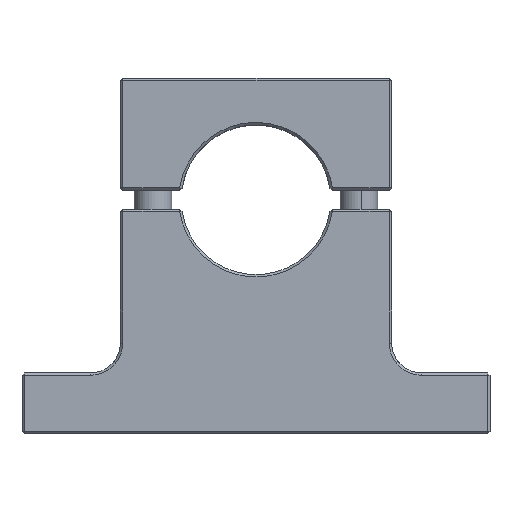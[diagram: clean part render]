
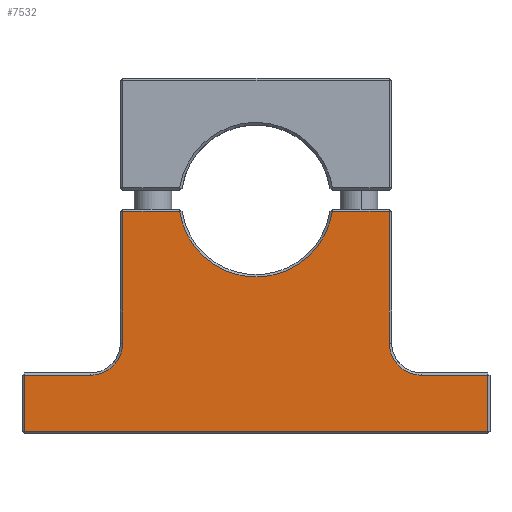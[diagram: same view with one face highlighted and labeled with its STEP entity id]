
A CAD part, top view. The second image highlights one B-rep face of the part: STEP entity #7532.
In plain terms, the highlighted planar face has unit normal (0, 0, 1).
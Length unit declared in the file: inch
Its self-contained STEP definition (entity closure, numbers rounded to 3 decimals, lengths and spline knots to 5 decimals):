
#186 = DIRECTION ( 'NONE',  ( 0., 1., 0. ) ) ;
#388 = CARTESIAN_POINT ( 'NONE',  ( 0., -0.60402, 0.31496 ) ) ;
#554 = AXIS2_PLACEMENT_3D ( 'NONE', #8678, #4291, #9404 ) ;
#718 = CARTESIAN_POINT ( 'NONE',  ( -0.56087, -0.04937, 0.31496 ) ) ;
#765 = VERTEX_POINT ( 'NONE', #2045 ) ;
#790 = VECTOR ( 'NONE', #1355, 39.37008 ) ;
#884 = LINE ( 'NONE', #8980, #4775 ) ;
#985 = CARTESIAN_POINT ( 'NONE',  ( 0., -0.04937, 0.31496 ) ) ;
#996 = CARTESIAN_POINT ( 'NONE',  ( -0.97425, -0.73835, 0.31496 ) ) ;
#1061 = VERTEX_POINT ( 'NONE', #718 ) ;
#1078 = EDGE_CURVE ( 'NONE', #1061, #765, #6866, .T. ) ;
#1110 = VERTEX_POINT ( 'NONE', #9448 ) ;
#1120 = ORIENTED_EDGE ( 'NONE', *, *, #7832, .T. ) ;
#1128 = DIRECTION ( 'NONE',  ( 1., 0., 0. ) ) ;
#1220 = EDGE_CURVE ( 'NONE', #765, #1408, #5834, .T. ) ;
#1282 = LINE ( 'NONE', #3870, #3229 ) ;
#1355 = DIRECTION ( 'NONE',  ( 0., -1., 0. ) ) ;
#1408 = VERTEX_POINT ( 'NONE', #2995 ) ;
#1411 = CARTESIAN_POINT ( 'NONE',  ( -0.69587, -0.60335, 0.31496 ) ) ;
#1522 = ORIENTED_EDGE ( 'NONE', *, *, #1078, .T. ) ;
#1536 = EDGE_CURVE ( 'NONE', #1408, #2176, #884, .T. ) ;
#1753 = CARTESIAN_POINT ( 'NONE',  ( 0.97425, -0.97425, 0.31496 ) ) ;
#2045 = CARTESIAN_POINT ( 'NONE',  ( -0.56087, -0.60335, 0.31496 ) ) ;
#2154 = DIRECTION ( 'NONE',  ( 1., 0., 0. ) ) ;
#2176 = VERTEX_POINT ( 'NONE', #996 ) ;
#2347 = EDGE_CURVE ( 'NONE', #2176, #7779, #3238, .T. ) ;
#2416 = CARTESIAN_POINT ( 'NONE',  ( -0.97425, -0.97425, 0.31496 ) ) ;
#2443 = ORIENTED_EDGE ( 'NONE', *, *, #8489, .T. ) ;
#2995 = CARTESIAN_POINT ( 'NONE',  ( -0.69587, -0.73835, 0.31496 ) ) ;
#3186 = CARTESIAN_POINT ( 'NONE',  ( 0.69587, -0.60335, 0.31496 ) ) ;
#3194 = PLANE ( 'NONE',  #8077 ) ;
#3209 = DIRECTION ( 'NONE',  ( -1., 0., 0. ) ) ;
#3222 = LINE ( 'NONE', #8610, #7136 ) ;
#3229 = VECTOR ( 'NONE', #186, 39.37008 ) ;
#3238 = LINE ( 'NONE', #8474, #5208 ) ;
#3294 = LINE ( 'NONE', #3414, #8934 ) ;
#3321 = FACE_OUTER_BOUND ( 'NONE', #3353, .T. ) ;
#3353 = EDGE_LOOP ( 'NONE', ( #5901, #4230, #9228, #8088, #6744, #9236, #2443, #1120, #5824, #4630, #1522, #7654 ) ) ;
#3381 = CIRCLE ( 'NONE', #3663, 0.135 ) ;
#3414 = CARTESIAN_POINT ( 'NONE',  ( 0., -0.04937, 0.31496 ) ) ;
#3469 = VERTEX_POINT ( 'NONE', #5157 ) ;
#3663 = AXIS2_PLACEMENT_3D ( 'NONE', #3186, #8304, #3913 ) ;
#3818 = VECTOR ( 'NONE', #8658, 39.37008 ) ;
#3870 = CARTESIAN_POINT ( 'NONE',  ( 0.97425, -0.60402, 0.31496 ) ) ;
#3913 = DIRECTION ( 'NONE',  ( 1., 0., 0. ) ) ;
#4067 = EDGE_CURVE ( 'NONE', #9088, #1061, #3294, .T. ) ;
#4156 = DIRECTION ( 'NONE',  ( -1., 0., 0. ) ) ;
#4230 = ORIENTED_EDGE ( 'NONE', *, *, #2347, .T. ) ;
#4232 = DIRECTION ( 'NONE',  ( 1., 0., 0. ) ) ;
#4271 = CARTESIAN_POINT ( 'NONE',  ( 0., -0.73835, 0.31496 ) ) ;
#4291 = DIRECTION ( 'NONE',  ( 0., 0., -1. ) ) ;
#4545 = VERTEX_POINT ( 'NONE', #5411 ) ;
#4630 = ORIENTED_EDGE ( 'NONE', *, *, #4067, .T. ) ;
#4775 = VECTOR ( 'NONE', #8213, 39.37008 ) ;
#5064 = CARTESIAN_POINT ( 'NONE',  ( 0.69587, -0.73835, 0.31496 ) ) ;
#5080 = AXIS2_PLACEMENT_3D ( 'NONE', #1411, #6534, #2154 ) ;
#5157 = CARTESIAN_POINT ( 'NONE',  ( 0.32119, -0.04937, 0.31496 ) ) ;
#5208 = VECTOR ( 'NONE', #5590, 39.37008 ) ;
#5239 = VECTOR ( 'NONE', #8221, 39.37008 ) ;
#5411 = CARTESIAN_POINT ( 'NONE',  ( 0.56087, -0.04937, 0.31496 ) ) ;
#5516 = DIRECTION ( 'NONE',  ( 0., 0., 1. ) ) ;
#5526 = VERTEX_POINT ( 'NONE', #1753 ) ;
#5590 = DIRECTION ( 'NONE',  ( 0., -1., 0. ) ) ;
#5824 = ORIENTED_EDGE ( 'NONE', *, *, #7160, .T. ) ;
#5834 = CIRCLE ( 'NONE', #5080, 0.135 ) ;
#5901 = ORIENTED_EDGE ( 'NONE', *, *, #1536, .T. ) ;
#5928 = VERTEX_POINT ( 'NONE', #5064 ) ;
#6020 = LINE ( 'NONE', #4271, #3818 ) ;
#6534 = DIRECTION ( 'NONE',  ( 0., 0., -1. ) ) ;
#6744 = ORIENTED_EDGE ( 'NONE', *, *, #8931, .T. ) ;
#6757 = LINE ( 'NONE', #985, #9498 ) ;
#6838 = CARTESIAN_POINT ( 'NONE',  ( 0.97425, -0.73835, 0.31496 ) ) ;
#6866 = LINE ( 'NONE', #8471, #790 ) ;
#7136 = VECTOR ( 'NONE', #4232, 39.37008 ) ;
#7160 = EDGE_CURVE ( 'NONE', #3469, #9088, #7575, .T. ) ;
#7179 = LINE ( 'NONE', #7485, #5239 ) ;
#7386 = CARTESIAN_POINT ( 'NONE',  ( -0.32119, -0.04937, 0.31496 ) ) ;
#7485 = CARTESIAN_POINT ( 'NONE',  ( 0.56087, -0.60402, 0.31496 ) ) ;
#7532 = ADVANCED_FACE ( 'NONE', ( #3321 ), #3194, .T. ) ;
#7575 = CIRCLE ( 'NONE', #554, 0.32496 ) ;
#7654 = ORIENTED_EDGE ( 'NONE', *, *, #1220, .T. ) ;
#7779 = VERTEX_POINT ( 'NONE', #2416 ) ;
#7832 = EDGE_CURVE ( 'NONE', #4545, #3469, #6757, .T. ) ;
#8077 = AXIS2_PLACEMENT_3D ( 'NONE', #388, #5516, #1128 ) ;
#8088 = ORIENTED_EDGE ( 'NONE', *, *, #9266, .T. ) ;
#8213 = DIRECTION ( 'NONE',  ( -1., 0., 0. ) ) ;
#8221 = DIRECTION ( 'NONE',  ( 0., 1., 0. ) ) ;
#8304 = DIRECTION ( 'NONE',  ( 0., 0., -1. ) ) ;
#8471 = CARTESIAN_POINT ( 'NONE',  ( -0.56087, -0.60402, 0.31496 ) ) ;
#8474 = CARTESIAN_POINT ( 'NONE',  ( -0.97425, -0.60402, 0.31496 ) ) ;
#8489 = EDGE_CURVE ( 'NONE', #1110, #4545, #7179, .T. ) ;
#8543 = EDGE_CURVE ( 'NONE', #5928, #1110, #3381, .T. ) ;
#8573 = VERTEX_POINT ( 'NONE', #6838 ) ;
#8610 = CARTESIAN_POINT ( 'NONE',  ( 0., -0.97425, 0.31496 ) ) ;
#8658 = DIRECTION ( 'NONE',  ( -1., 0., 0. ) ) ;
#8678 = CARTESIAN_POINT ( 'NONE',  ( 0., 0., 0.31496 ) ) ;
#8931 = EDGE_CURVE ( 'NONE', #8573, #5928, #6020, .T. ) ;
#8934 = VECTOR ( 'NONE', #4156, 39.37008 ) ;
#8980 = CARTESIAN_POINT ( 'NONE',  ( 0., -0.73835, 0.31496 ) ) ;
#9088 = VERTEX_POINT ( 'NONE', #7386 ) ;
#9228 = ORIENTED_EDGE ( 'NONE', *, *, #9449, .T. ) ;
#9236 = ORIENTED_EDGE ( 'NONE', *, *, #8543, .T. ) ;
#9266 = EDGE_CURVE ( 'NONE', #5526, #8573, #1282, .T. ) ;
#9404 = DIRECTION ( 'NONE',  ( 1., 0., 0. ) ) ;
#9448 = CARTESIAN_POINT ( 'NONE',  ( 0.56087, -0.60335, 0.31496 ) ) ;
#9449 = EDGE_CURVE ( 'NONE', #7779, #5526, #3222, .T. ) ;
#9498 = VECTOR ( 'NONE', #3209, 39.37008 ) ;
